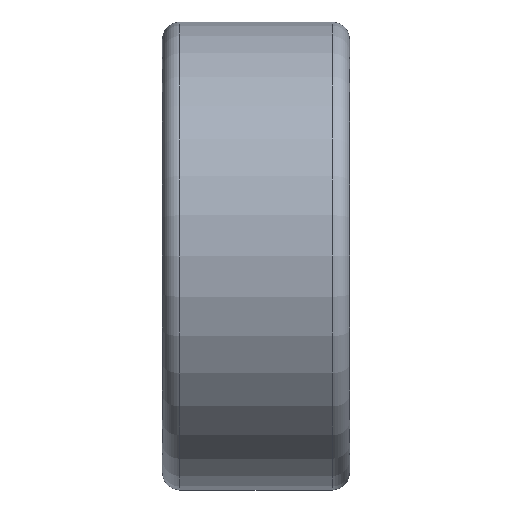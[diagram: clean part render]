
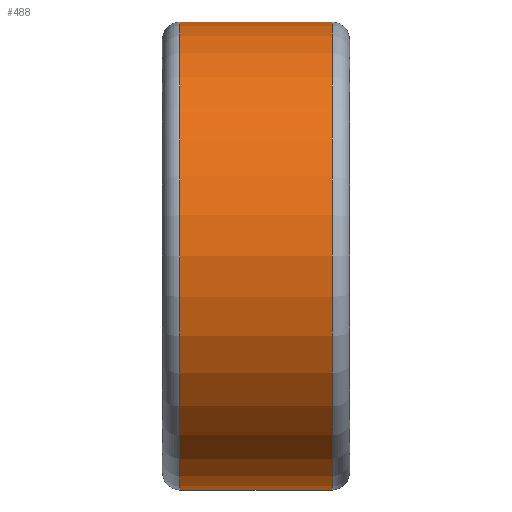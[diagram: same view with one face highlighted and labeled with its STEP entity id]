
A CAD part, front view. The second image highlights one B-rep face of the part: STEP entity #488.
In plain terms, the highlighted cylindrical face has radius 20 mm (diameter 40 mm), a partial arc.
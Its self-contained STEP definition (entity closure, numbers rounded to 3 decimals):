
#69 = DIRECTION ( 'NONE',  ( -1., 0., 0. ) ) ;
#76 = EDGE_CURVE ( 'NONE', #1000, #1909, #200, .T. ) ;
#200 = LINE ( 'NONE', #442, #2496 ) ;
#428 = CIRCLE ( 'NONE', #1426, 20. ) ;
#442 = CARTESIAN_POINT ( 'NONE',  ( 0., 0., -20. ) ) ;
#482 = AXIS2_PLACEMENT_3D ( 'NONE', #1149, #69, #546 ) ;
#488 = ADVANCED_FACE ( 'NONE', ( #2693 ), #1800, .T. ) ;
#546 = DIRECTION ( 'NONE',  ( 0., 0., 1. ) ) ;
#596 = ORIENTED_EDGE ( 'NONE', *, *, #2709, .T. ) ;
#713 = CARTESIAN_POINT ( 'NONE',  ( 6.5, 0., 20. ) ) ;
#811 = ORIENTED_EDGE ( 'NONE', *, *, #76, .F. ) ;
#930 = LINE ( 'NONE', #2041, #1693 ) ;
#1000 = VERTEX_POINT ( 'NONE', #1674 ) ;
#1144 = CIRCLE ( 'NONE', #1969, 20. ) ;
#1149 = CARTESIAN_POINT ( 'NONE',  ( 0., 0., 0. ) ) ;
#1181 = DIRECTION ( 'NONE',  ( 0., 0., -1. ) ) ;
#1202 = ORIENTED_EDGE ( 'NONE', *, *, #2090, .T. ) ;
#1213 = CARTESIAN_POINT ( 'NONE',  ( 6.5, 0., 0. ) ) ;
#1403 = DIRECTION ( 'NONE',  ( -1., 0., 0. ) ) ;
#1426 = AXIS2_PLACEMENT_3D ( 'NONE', #1796, #2673, #1181 ) ;
#1469 = ORIENTED_EDGE ( 'NONE', *, *, #1762, .T. ) ;
#1674 = CARTESIAN_POINT ( 'NONE',  ( 6.5, 0., -20. ) ) ;
#1693 = VECTOR ( 'NONE', #1403, 1000. ) ;
#1762 = EDGE_CURVE ( 'NONE', #2077, #2442, #930, .T. ) ;
#1796 = CARTESIAN_POINT ( 'NONE',  ( -6.5, 0., 0. ) ) ;
#1800 = CYLINDRICAL_SURFACE ( 'NONE', #482, 20. ) ;
#1909 = VERTEX_POINT ( 'NONE', #2762 ) ;
#1929 = EDGE_LOOP ( 'NONE', ( #811, #1202, #1469, #596 ) ) ;
#1969 = AXIS2_PLACEMENT_3D ( 'NONE', #1213, #2317, #2567 ) ;
#2041 = CARTESIAN_POINT ( 'NONE',  ( 0., 0., 20. ) ) ;
#2077 = VERTEX_POINT ( 'NONE', #713 ) ;
#2090 = EDGE_CURVE ( 'NONE', #1000, #2077, #1144, .T. ) ;
#2190 = DIRECTION ( 'NONE',  ( -1., 0., 0. ) ) ;
#2317 = DIRECTION ( 'NONE',  ( -1., 0., 0. ) ) ;
#2328 = CARTESIAN_POINT ( 'NONE',  ( -6.5, 0., 20. ) ) ;
#2442 = VERTEX_POINT ( 'NONE', #2328 ) ;
#2496 = VECTOR ( 'NONE', #2190, 1000. ) ;
#2567 = DIRECTION ( 'NONE',  ( 0., 0., 1. ) ) ;
#2673 = DIRECTION ( 'NONE',  ( 1., 0., 0. ) ) ;
#2693 = FACE_OUTER_BOUND ( 'NONE', #1929, .T. ) ;
#2709 = EDGE_CURVE ( 'NONE', #2442, #1909, #428, .T. ) ;
#2762 = CARTESIAN_POINT ( 'NONE',  ( -6.5, 0., -20. ) ) ;
